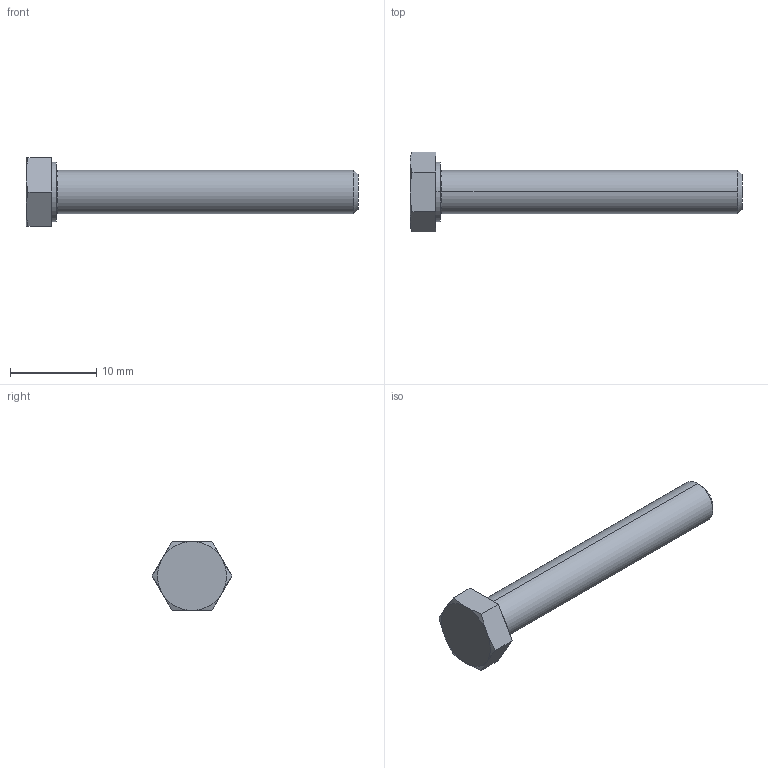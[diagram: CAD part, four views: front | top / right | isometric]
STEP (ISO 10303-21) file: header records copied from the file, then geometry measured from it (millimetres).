
FILE_DESCRIPTION (( 'STEP AP214' ), '1' );
FILE_NAME ('621015x35.STEP', '2015-09-21T07:48:38', ( '' ), ( '' ), 'SwSTEP 2.0', 'SolidWorks 2015', '' );
FILE_SCHEMA (( 'AUTOMOTIVE_DESIGN' ));
Length unit declared in the file: millimetre
Products named in the file (1): 621015x35
Bounding box: 38.5 x 9.24 x 8 mm (x, y, z)
Volume: 870.1 mm3; surface area: 746.6 mm2
Topology: 1 solids, 1 shells, 24 faces, 50 edges, 30 vertices
Faces by surface type: plane 10, cone 8, cylinder 4, bspline 2
Entity records: 700 total; most frequent: CARTESIAN_POINT 177, ORIENTED_EDGE 100, DIRECTION 100, EDGE_CURVE 50, AXIS2_PLACEMENT_3D 41, VERTEX_POINT 30, EDGE_LOOP 26, FACE_OUTER_BOUND 24
